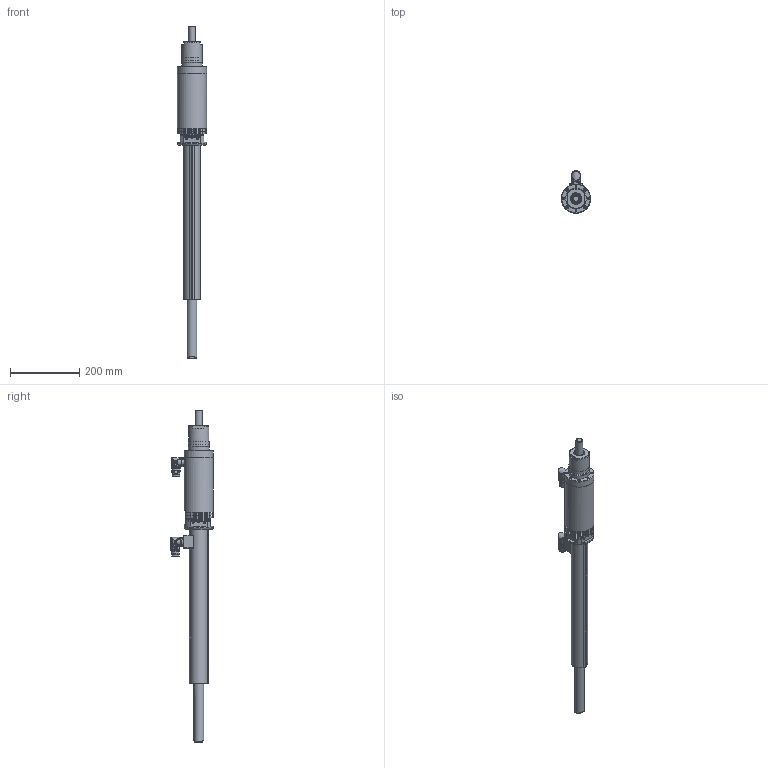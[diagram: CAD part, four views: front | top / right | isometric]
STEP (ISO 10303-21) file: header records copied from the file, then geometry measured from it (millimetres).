
FILE_DESCRIPTION (( 'STEP AP214' ), '1' );
FILE_NAME ('0186-0345_250819_PR01-84x80-SSC-C!48x360F-C-150.STEP', '2025-08-19T12:54:02', ( '' ), ( '' ), 'SwSTEP 2.0', 'SolidWorks 2025', '' );
FILE_SCHEMA (( 'AUTOMOTIVE_DESIGN' ));
Length unit declared in the file: millimetre
Products named in the file (4): Stator_RS01-84x80_48x360F-150-SSC; 0180-2417_Dichtung TR08 20x32x8-Lf; 0186-0345_250819_PR01-84x80-SSC-C!48x360F-C-150; Läufer-Drehwelle-360-SSC
Assembly tree (3 placements, depth 2):
  0186-0345_250819_PR01-84x80-SSC-C!48x360F-C-150
    Läufer-Drehwelle-360-SSC
    Stator_RS01-84x80_48x360F-150-SSC
    0180-2417_Dichtung TR08 20x32x8-Lf
Bounding box: 84 x 123.12 x 958.6 mm (x, y, z)
Volume: 2387447.9 mm3; surface area: 351069.2 mm2
Topology: 3 solids, 40 shells, 2330 faces, 6552 edges, 4284 vertices
Faces by surface type: plane 1046, cylinder 868, cone 211, bspline 105, torus 90, sphere 10
Full cylindrical faces by diameter (mm): 1 x20, 1.2 x10, 1.5 x10, 1.8 x10, 2 x16, 2.05 x8, 2.4 x8, 2.5 x4, 2.501 x20, 2.6 x8, 2.694 x2, 2.7 x4, 2.8 x10, 2.9 x8, 3.2 x2, 3.3 x4, 4 x1, 4.5 x8, 5 x14, 5.3 x4, 5.6 x2, 6 x4, 6.5 x3, 8.5 x6, 9 x4, 10 x4, 16 x1, 17.3 x1, 18 x1, 19.4 x1
Entity records: 141889 total; most frequent: CARTESIAN_POINT 63864, ORIENTED_EDGE 11772, DIRECTION 9118, EDGE_CURVE 5886, VERTEX_POINT 4034, AXIS2_PLACEMENT_3D 3286, EDGE_LOOP 2838, FACE_OUTER_BOUND 2597
